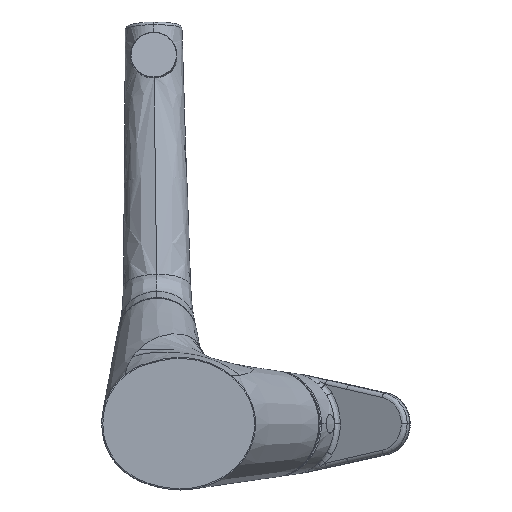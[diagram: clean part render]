
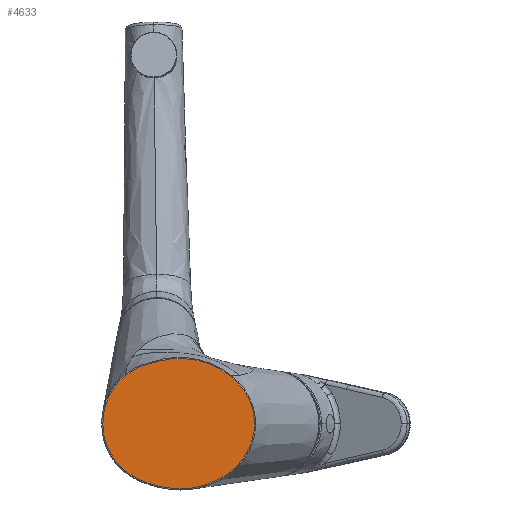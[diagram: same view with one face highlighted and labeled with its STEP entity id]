
A CAD part, front view. The second image highlights one B-rep face of the part: STEP entity #4633.
In plain terms, the highlighted planar face has unit normal (0, -1, 0).
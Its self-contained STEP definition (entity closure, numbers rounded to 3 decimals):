
#158 = CARTESIAN_POINT ( 'NONE',  ( 16.738, 0., 25.871 ) ) ;
#195 = CARTESIAN_POINT ( 'NONE',  ( -5.033, 0., 29.557 ) ) ;
#231 = CARTESIAN_POINT ( 'NONE',  ( -24.706, 0., 22.058 ) ) ;
#436 = CARTESIAN_POINT ( 'NONE',  ( -17.882, 0., -25.766 ) ) ;
#521 = CARTESIAN_POINT ( 'NONE',  ( -12.592, 0., -27.622 ) ) ;
#983 = CARTESIAN_POINT ( 'NONE',  ( 23.007, 0., 21.862 ) ) ;
#1022 = CARTESIAN_POINT ( 'NONE',  ( 13.813, 0., 27.17 ) ) ;
#1062 = CARTESIAN_POINT ( 'NONE',  ( -9.21, 0., 28.775 ) ) ;
#1164 =( BOUNDED_CURVE ( )  B_SPLINE_CURVE ( 3, ( #5633, #5650, #7389, #5622 ),
 .UNSPECIFIED., .F., .T. ) 
 B_SPLINE_CURVE_WITH_KNOTS ( ( 4, 4 ),
 ( 3.761, 5.663 ),
 .UNSPECIFIED. ) 
 CURVE ( )  GEOMETRIC_REPRESENTATION_ITEM ( )  RATIONAL_B_SPLINE_CURVE ( ( 1., 0.721, 0.721, 1. ) ) 
 REPRESENTATION_ITEM ( '' )  );
#1204 = ORIENTED_EDGE ( 'NONE', *, *, #5538, .T. ) ;
#1218 = ORIENTED_EDGE ( 'NONE', *, *, #9318, .T. ) ;
#1291 = ORIENTED_EDGE ( 'NONE', *, *, #1824, .T. ) ;
#1299 = CARTESIAN_POINT ( 'NONE',  ( -15.641, 0., -26.636 ) ) ;
#1301 = ORIENTED_EDGE ( 'NONE', *, *, #5326, .T. ) ;
#1340 = CARTESIAN_POINT ( 'NONE',  ( -14.882, 0., -26.894 ) ) ;
#1388 = CARTESIAN_POINT ( 'NONE',  ( -8.732, 0., -28.676 ) ) ;
#1409 = AXIS2_PLACEMENT_3D ( 'NONE', #4671, #4959, #10526 ) ;
#1584 = CARTESIAN_POINT ( 'NONE',  ( 23.007, 0., 21.862 ) ) ;
#1824 = EDGE_CURVE ( 'NONE', #8199, #2395, #1164, .T. ) ;
#1892 = CARTESIAN_POINT ( 'NONE',  ( 9.76, 0., 28.543 ) ) ;
#1926 = CARTESIAN_POINT ( 'NONE',  ( -12.316, 0., 27.967 ) ) ;
#2344 = B_SPLINE_CURVE_WITH_KNOTS ( 'NONE', 3,
 ( #983, #2690, #4488, #10133, #5352, #158, #6191, #1022, #7027, #1892, #7840, #2763, #8646, #3653, #9397, #4524, #10167, #5389, #195, #6229, #1062, #7063, #1926, #7878, #2804, #8679, #3692, #9432, #4560, #10200, #5429, #231 ),
 .UNSPECIFIED., .F., .F.,
 ( 4, 2, 2, 2, 2, 2, 2, 2, 2, 2, 2, 2, 2, 2, 2, 4 ),
 ( 0., 0.003, 0.006, 0.01, 0.013, 0.019, 0.022, 0.024, 0.025, 0.032, 0.035, 0.038, 0.041, 0.045, 0.048, 0.051 ),
 .UNSPECIFIED. ) ;
#2395 = VERTEX_POINT ( 'NONE', #3302 ) ;
#2690 = CARTESIAN_POINT ( 'NONE',  ( 22.167, 0., 22.532 ) ) ;
#2763 = CARTESIAN_POINT ( 'NONE',  ( 4.541, 0., 29.505 ) ) ;
#2804 = CARTESIAN_POINT ( 'NONE',  ( -15.377, 0., 27.043 ) ) ;
#2947 = CARTESIAN_POINT ( 'NONE',  ( -24.705, 0., -21.624 ) ) ;
#3164 = PLANE ( 'NONE',  #1409 ) ;
#3302 = CARTESIAN_POINT ( 'NONE',  ( -24.705, 0., -21.624 ) ) ;
#3644 = CARTESIAN_POINT ( 'NONE',  ( -7.155, 0., -28.973 ) ) ;
#3653 = CARTESIAN_POINT ( 'NONE',  ( 1.878, 0., 29.731 ) ) ;
#3692 = CARTESIAN_POINT ( 'NONE',  ( -18.352, 0., 25.932 ) ) ;
#3884 = CARTESIAN_POINT ( 'NONE',  ( -23.415, 0., -22.572 ) ) ;
#4301 = EDGE_LOOP ( 'NONE', ( #1204, #1218, #1291, #1301 ) ) ;
#4488 = CARTESIAN_POINT ( 'NONE',  ( 21.301, 0., 23.157 ) ) ;
#4524 = CARTESIAN_POINT ( 'NONE',  ( 0.272, 0., 29.786 ) ) ;
#4560 = CARTESIAN_POINT ( 'NONE',  ( -21.161, 0., 24.46 ) ) ;
#4633 = ADVANCED_FACE ( 'NONE', ( #6154 ), #3164, .F. ) ;
#4671 = CARTESIAN_POINT ( 'NONE',  ( -10.272, 0., 0. ) ) ;
#4776 = CARTESIAN_POINT ( 'NONE',  ( -21.403, 0., -23.879 ) ) ;
#4959 = DIRECTION ( 'NONE',  ( 0., 1., 0. ) ) ;
#4995 = VERTEX_POINT ( 'NONE', #3644 ) ;
#5249 = CARTESIAN_POINT ( 'NONE',  ( -24.706, 0., 22.058 ) ) ;
#5326 = EDGE_CURVE ( 'NONE', #2395, #4995, #8676, .T. ) ;
#5352 = CARTESIAN_POINT ( 'NONE',  ( 18.61, 0., 24.867 ) ) ;
#5389 = CARTESIAN_POINT ( 'NONE',  ( -2.923, 0., 29.755 ) ) ;
#5429 = CARTESIAN_POINT ( 'NONE',  ( -23.849, 0., 22.721 ) ) ;
#5538 = EDGE_CURVE ( 'NONE', #4995, #10039, #6002, .T. ) ;
#5622 = CARTESIAN_POINT ( 'NONE',  ( -24.705, 0., -21.624 ) ) ;
#5631 = CARTESIAN_POINT ( 'NONE',  ( -19.32, 0., -25.072 ) ) ;
#5633 = CARTESIAN_POINT ( 'NONE',  ( -24.706, 0., 22.058 ) ) ;
#5650 = CARTESIAN_POINT ( 'NONE',  ( -39.934, 0., 10.32 ) ) ;
#5900 = CARTESIAN_POINT ( 'NONE',  ( 35.003, 0., -36.926 ) ) ;
#6002 =( BOUNDED_CURVE ( )  B_SPLINE_CURVE ( 3, ( #10602, #5900, #6735, #1584 ),
 .UNSPECIFIED., .F., .T. ) 
 B_SPLINE_CURVE_WITH_KNOTS ( ( 4, 4 ),
 ( 1.358, 3.971 ),
 .UNSPECIFIED. ) 
 CURVE ( )  GEOMETRIC_REPRESENTATION_ITEM ( )  RATIONAL_B_SPLINE_CURVE ( ( 1., 0.507, 0.507, 1. ) ) 
 REPRESENTATION_ITEM ( '' )  );
#6154 = FACE_OUTER_BOUND ( 'NONE', #4301, .T. ) ;
#6191 = CARTESIAN_POINT ( 'NONE',  ( 15.779, 0., 26.332 ) ) ;
#6229 = CARTESIAN_POINT ( 'NONE',  ( -8.169, 0., 29.003 ) ) ;
#6394 = CARTESIAN_POINT ( 'NONE',  ( -24.071, 0., -22.113 ) ) ;
#6453 = CARTESIAN_POINT ( 'NONE',  ( 23.007, 0., 21.862 ) ) ;
#6467 = CARTESIAN_POINT ( 'NONE',  ( -17.142, 0., -26.074 ) ) ;
#6504 = CARTESIAN_POINT ( 'NONE',  ( -13.357, 0., -27.388 ) ) ;
#6551 = CARTESIAN_POINT ( 'NONE',  ( -10.284, 0., -28.285 ) ) ;
#6735 = CARTESIAN_POINT ( 'NONE',  ( 54.818, 0., -3.53 ) ) ;
#7027 = CARTESIAN_POINT ( 'NONE',  ( 12.804, 0., 27.548 ) ) ;
#7063 = CARTESIAN_POINT ( 'NONE',  ( -11.285, 0., 28.257 ) ) ;
#7371 = CARTESIAN_POINT ( 'NONE',  ( -7.155, 0., -28.973 ) ) ;
#7389 = CARTESIAN_POINT ( 'NONE',  ( -39.934, 0., -9.886 ) ) ;
#7840 = CARTESIAN_POINT ( 'NONE',  ( 7.693, 0., 29.03 ) ) ;
#7878 = CARTESIAN_POINT ( 'NONE',  ( -14.361, 0., 27.361 ) ) ;
#8199 = VERTEX_POINT ( 'NONE', #5249 ) ;
#8646 = CARTESIAN_POINT ( 'NONE',  ( 3.481, 0., 29.621 ) ) ;
#8676 = B_SPLINE_CURVE_WITH_KNOTS ( 'NONE', 3,
 ( #2947, #6394, #3884, #9608, #4776, #10375, #5631, #436, #6467, #1299, #1340, #6504, #521, #6551, #1388, #7371 ),
 .UNSPECIFIED., .F., .F.,
 ( 4, 2, 2, 2, 2, 2, 2, 4 ),
 ( 0., 0.002, 0.005, 0.007, 0.01, 0.012, 0.014, 0.019 ),
 .UNSPECIFIED. ) ;
#8679 = CARTESIAN_POINT ( 'NONE',  ( -17.372, 0., 26.329 ) ) ;
#9318 = EDGE_CURVE ( 'NONE', #10039, #8199, #2344, .T. ) ;
#9397 = CARTESIAN_POINT ( 'NONE',  ( 1.341, 0., 29.757 ) ) ;
#9432 = CARTESIAN_POINT ( 'NONE',  ( -20.247, 0., 24.998 ) ) ;
#9608 = CARTESIAN_POINT ( 'NONE',  ( -22.082, 0., -23.455 ) ) ;
#10039 = VERTEX_POINT ( 'NONE', #6453 ) ;
#10133 = CARTESIAN_POINT ( 'NONE',  ( 19.522, 0., 24.325 ) ) ;
#10167 = CARTESIAN_POINT ( 'NONE',  ( -0.262, 0., 29.79 ) ) ;
#10200 = CARTESIAN_POINT ( 'NONE',  ( -22.962, 0., 23.321 ) ) ;
#10375 = CARTESIAN_POINT ( 'NONE',  ( -20.021, 0., -24.688 ) ) ;
#10526 = DIRECTION ( 'NONE',  ( 0., 0., 1. ) ) ;
#10602 = CARTESIAN_POINT ( 'NONE',  ( -7.155, 0., -28.973 ) ) ;
